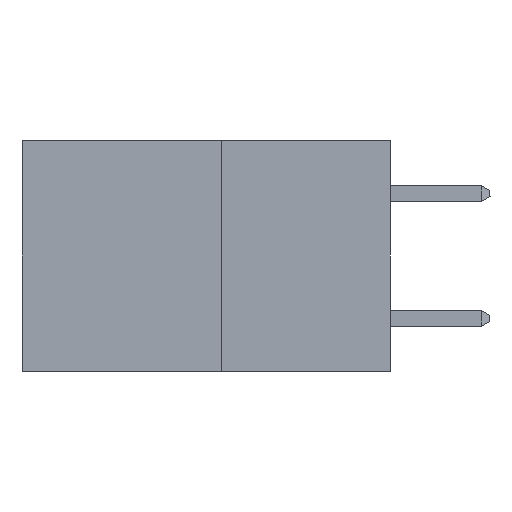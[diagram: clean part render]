
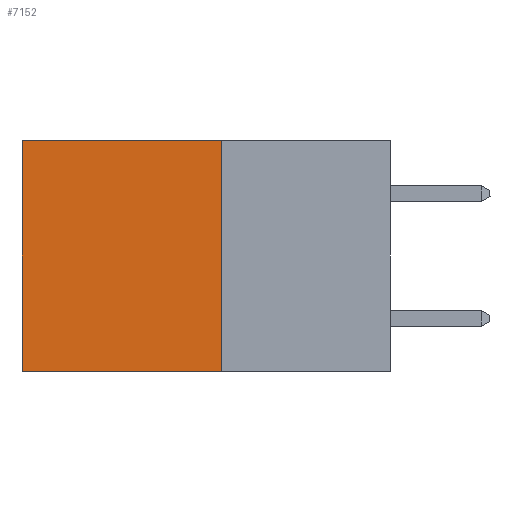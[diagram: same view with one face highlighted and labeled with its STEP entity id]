
A CAD part, left-side view. The second image highlights one B-rep face of the part: STEP entity #7152.
In plain terms, the highlighted planar face has unit normal (-1, 0, 0).
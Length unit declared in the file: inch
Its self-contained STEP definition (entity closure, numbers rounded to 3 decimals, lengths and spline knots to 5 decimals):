
#8 = VECTOR ( 'NONE', #8637, 39.37008 ) ;
#220 = DIRECTION ( 'NONE',  ( 0., 0., -1. ) ) ;
#314 = VERTEX_POINT ( 'NONE', #6453 ) ;
#557 = LINE ( 'NONE', #1905, #8482 ) ;
#570 = LINE ( 'NONE', #9123, #8494 ) ;
#654 = DIRECTION ( 'NONE',  ( 0., 0., -1. ) ) ;
#794 = ORIENTED_EDGE ( 'NONE', *, *, #5543, .T. ) ;
#1278 = ORIENTED_EDGE ( 'NONE', *, *, #1825, .F. ) ;
#1584 = ORIENTED_EDGE ( 'NONE', *, *, #8132, .F. ) ;
#1825 = EDGE_CURVE ( 'NONE', #3350, #7488, #557, .T. ) ;
#1826 = ORIENTED_EDGE ( 'NONE', *, *, #1885, .T. ) ;
#1885 = EDGE_CURVE ( 'NONE', #4795, #314, #4497, .T. ) ;
#1905 = CARTESIAN_POINT ( 'NONE',  ( 0.277, 0.27, -0.37 ) ) ;
#1962 = FACE_OUTER_BOUND ( 'NONE', #5122, .T. ) ;
#2196 = VECTOR ( 'NONE', #220, 39.37008 ) ;
#2593 = CARTESIAN_POINT ( 'NONE',  ( 0.277, 0.59, -0.37 ) ) ;
#2792 = CARTESIAN_POINT ( 'NONE',  ( 0.277, 0.27, 0. ) ) ;
#2796 = DIRECTION ( 'NONE',  ( 0., 1., 0. ) ) ;
#3350 = VERTEX_POINT ( 'NONE', #7174 ) ;
#3900 = AXIS2_PLACEMENT_3D ( 'NONE', #9832, #5343, #654 ) ;
#4232 = LINE ( 'NONE', #5715, #2196 ) ;
#4497 = LINE ( 'NONE', #8757, #8 ) ;
#4560 = PLANE ( 'NONE',  #3900 ) ;
#4795 = VERTEX_POINT ( 'NONE', #2792 ) ;
#5122 = EDGE_LOOP ( 'NONE', ( #794, #1278, #1584, #1826 ) ) ;
#5343 = DIRECTION ( 'NONE',  ( 1., 0., 0. ) ) ;
#5543 = EDGE_CURVE ( 'NONE', #314, #7488, #570, .T. ) ;
#5715 = CARTESIAN_POINT ( 'NONE',  ( 0.277, 0.27, -0.37 ) ) ;
#6453 = CARTESIAN_POINT ( 'NONE',  ( 0.277, 0.59, 0. ) ) ;
#7152 = ADVANCED_FACE ( 'NONE', ( #1962 ), #4560, .F. ) ;
#7174 = CARTESIAN_POINT ( 'NONE',  ( 0.277, 0.27, -0.37 ) ) ;
#7488 = VERTEX_POINT ( 'NONE', #2593 ) ;
#8132 = EDGE_CURVE ( 'NONE', #4795, #3350, #4232, .T. ) ;
#8482 = VECTOR ( 'NONE', #2796, 39.37008 ) ;
#8494 = VECTOR ( 'NONE', #9047, 39.37008 ) ;
#8637 = DIRECTION ( 'NONE',  ( 0., 1., 0. ) ) ;
#8757 = CARTESIAN_POINT ( 'NONE',  ( 0.277, 0.27, 0. ) ) ;
#9047 = DIRECTION ( 'NONE',  ( 0., 0., -1. ) ) ;
#9123 = CARTESIAN_POINT ( 'NONE',  ( 0.277, 0.59, -0.37 ) ) ;
#9832 = CARTESIAN_POINT ( 'NONE',  ( 0.277, 0.27, -0.37 ) ) ;
